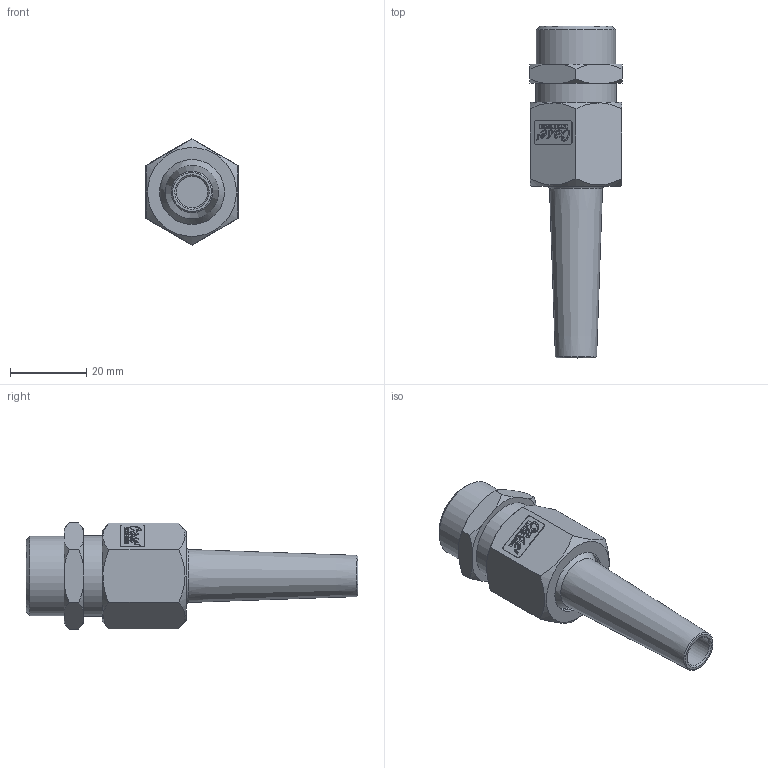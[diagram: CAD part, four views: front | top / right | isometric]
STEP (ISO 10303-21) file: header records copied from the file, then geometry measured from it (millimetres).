
FILE_DESCRIPTION(/* description */ (''),/* implementation_level */ '2;1');
FILE_NAME(/* name */ '50964 komet5_8_überprüft.stp',/* time_stamp */ '2014-10-27T12:57:56+01:00',/* author */ ('guzb562'),/* organization */ (''),/* preprocessor_version */ 'ST-DEVELOPER v15.2',/* originating_system */ 'Autodesk Inventor 2014',/* authorisation */ '');
FILE_SCHEMA (('AUTOMOTIVE_DESIGN { 1 0 10303 214 3 1 1 }'));
Length unit declared in the file: millimetre
Products named in the file (3): unterteil komet 5-8; duesenrohr komet 5-8; 50964 komet5_8_überprüft
Bounding box: 24.13 x 87 x 27.86 mm (x, y, z)
Volume: 14719.8 mm3; surface area: 10472.8 mm2
Topology: 2 solids, 2 shells, 252 faces, 660 edges, 438 vertices
Faces by surface type: plane 143, bspline 79, cone 20, cylinder 10
Full cylindrical faces by diameter (mm): 8.171 x1, 16.681 x1, 17 x1, 19.435 x1, 20.9 x1, 21.21 x1
Entity records: 10195 total; most frequent: CARTESIAN_POINT 4519, ORIENTED_EDGE 1288, DIRECTION 861, EDGE_CURVE 644, VERTEX_POINT 436, LINE 409, VECTOR 409, EDGE_LOOP 294
